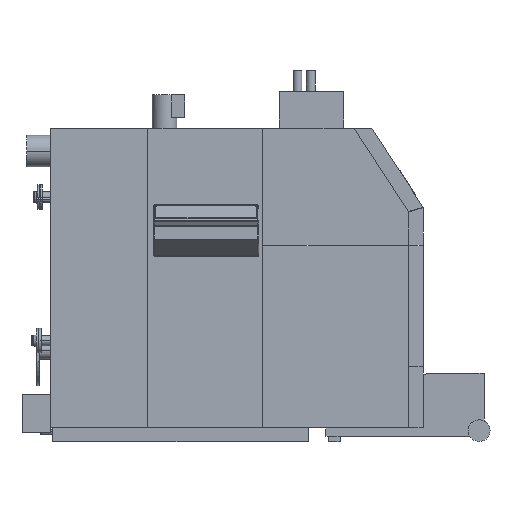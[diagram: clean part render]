
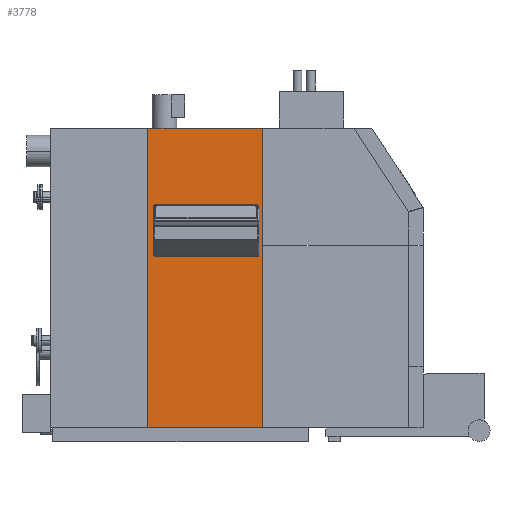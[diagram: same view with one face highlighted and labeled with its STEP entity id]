
A CAD part, front view. The second image highlights one B-rep face of the part: STEP entity #3778.
In plain terms, the highlighted planar face has unit normal (0, -1, 0).
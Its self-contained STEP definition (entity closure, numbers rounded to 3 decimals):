
#1491=CARTESIAN_POINT('Axis2P3D Location',(0.,-447.5,0.)) ;
#3615=CARTESIAN_POINT('Vertex',(-1487.,-447.5,0.)) ;
#3618=CARTESIAN_POINT('Line Origine',(-1487.,-447.5,854.)) ;
#3622=CARTESIAN_POINT('Vertex',(-1487.,-447.5,1708.)) ;
#3697=CARTESIAN_POINT('Vertex',(-833.,-447.5,0.)) ;
#3700=CARTESIAN_POINT('Line Origine',(-1160.,-447.5,0.)) ;
#3752=CARTESIAN_POINT('Vertex',(-833.,-447.5,1708.)) ;
#3755=CARTESIAN_POINT('Line Origine',(-833.,-447.5,854.)) ;
#3767=CARTESIAN_POINT('Line Origine',(-1160.,-447.5,1708.)) ;
#1492=DIRECTION('Axis2P3D Direction',(0.,1.,0.)) ;
#1493=DIRECTION('Axis2P3D XDirection',(-1.,0.,0.)) ;
#3619=DIRECTION('Vector Direction',(0.,0.,-1.)) ;
#3701=DIRECTION('Vector Direction',(-1.,0.,0.)) ;
#3756=DIRECTION('Vector Direction',(0.,0.,1.)) ;
#3768=DIRECTION('Vector Direction',(1.,0.,0.)) ;
#1494=AXIS2_PLACEMENT_3D('Plane Axis2P3D',#1491,#1492,#1493) ;
#3773=ORIENTED_EDGE('',*,*,#3759,.T.) ;
#3774=ORIENTED_EDGE('',*,*,#3771,.F.) ;
#3775=ORIENTED_EDGE('',*,*,#3624,.T.) ;
#3776=ORIENTED_EDGE('',*,*,#3704,.F.) ;
#3620=VECTOR('Line Direction',#3619,1.) ;
#3702=VECTOR('Line Direction',#3701,1.) ;
#3757=VECTOR('Line Direction',#3756,1.) ;
#3769=VECTOR('Line Direction',#3768,1.) ;
#3778=ADVANCED_FACE('Hauptk\X2\00F6\X0\rper',(#3777),#1495,.F.) ;
#3624=EDGE_CURVE('',#3623,#3616,#3621,.T.) ;
#3704=EDGE_CURVE('',#3698,#3616,#3703,.T.) ;
#3759=EDGE_CURVE('',#3698,#3753,#3758,.T.) ;
#3771=EDGE_CURVE('',#3623,#3753,#3770,.T.) ;
#3772=EDGE_LOOP('',(#3773,#3774,#3775,#3776)) ;
#3777=FACE_OUTER_BOUND('',#3772,.T.) ;
#3621=LINE('Line',#3618,#3620) ;
#3703=LINE('Line',#3700,#3702) ;
#3758=LINE('Line',#3755,#3757) ;
#3770=LINE('Line',#3767,#3769) ;
#1495=PLANE('',#1494) ;
#3616=VERTEX_POINT('',#3615) ;
#3623=VERTEX_POINT('',#3622) ;
#3698=VERTEX_POINT('',#3697) ;
#3753=VERTEX_POINT('',#3752) ;
